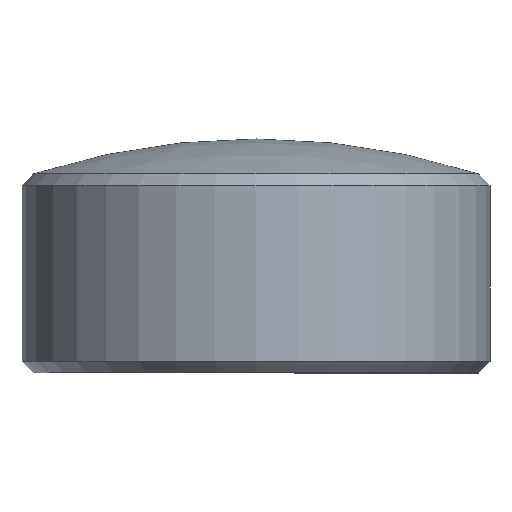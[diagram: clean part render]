
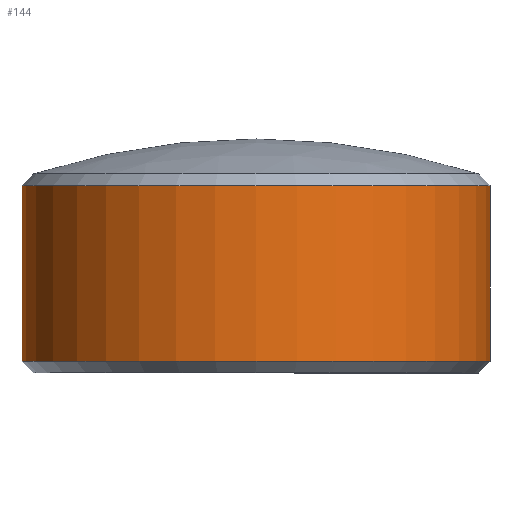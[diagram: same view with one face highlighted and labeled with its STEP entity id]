
A CAD part, left-side view. The second image highlights one B-rep face of the part: STEP entity #144.
In plain terms, the highlighted cylindrical face has radius 1 mm (diameter 2 mm), a partial arc.
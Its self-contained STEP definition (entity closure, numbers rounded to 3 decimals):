
#9 = AXIS2_PLACEMENT_3D ( 'NONE', #32, #157, #34 ) ;
#12 = CARTESIAN_POINT ( 'NONE',  ( 0.741, -0.055, 1.155 ) ) ;
#13 = LINE ( 'NONE', #262, #296 ) ;
#27 = ORIENTED_EDGE ( 'NONE', *, *, #188, .T. ) ;
#32 = CARTESIAN_POINT ( 'NONE',  ( 0.741, 0.945, 1.155 ) ) ;
#34 = DIRECTION ( 'NONE',  ( 0., 1., 0. ) ) ;
#35 = CARTESIAN_POINT ( 'NONE',  ( 0.741, 0.945, 1.105 ) ) ;
#40 = CARTESIAN_POINT ( 'NONE',  ( 0.741, 1.945, 1.155 ) ) ;
#54 = CARTESIAN_POINT ( 'NONE',  ( 0.741, -0.055, 1.906 ) ) ;
#83 = ORIENTED_EDGE ( 'NONE', *, *, #130, .T. ) ;
#87 = ORIENTED_EDGE ( 'NONE', *, *, #301, .F. ) ;
#106 = CARTESIAN_POINT ( 'NONE',  ( 0.741, 1.945, 1.906 ) ) ;
#110 = CARTESIAN_POINT ( 'NONE',  ( 0.741, -0.055, 1.105 ) ) ;
#114 = VERTEX_POINT ( 'NONE', #54 ) ;
#122 = AXIS2_PLACEMENT_3D ( 'NONE', #35, #201, #238 ) ;
#123 = VECTOR ( 'NONE', #268, 1000. ) ;
#129 = DIRECTION ( 'NONE',  ( 0., 1., 0. ) ) ;
#130 = EDGE_CURVE ( 'NONE', #280, #232, #250, .T. ) ;
#144 = ADVANCED_FACE ( 'NONE', ( #192 ), #199, .T. ) ;
#151 = VERTEX_POINT ( 'NONE', #106 ) ;
#157 = DIRECTION ( 'NONE',  ( 0., 0., 1. ) ) ;
#167 = EDGE_CURVE ( 'NONE', #114, #151, #234, .T. ) ;
#176 = ORIENTED_EDGE ( 'NONE', *, *, #167, .T. ) ;
#188 = EDGE_CURVE ( 'NONE', #151, #280, #13, .T. ) ;
#190 = LINE ( 'NONE', #110, #123 ) ;
#192 = FACE_OUTER_BOUND ( 'NONE', #251, .T. ) ;
#199 = CYLINDRICAL_SURFACE ( 'NONE', #122, 1. ) ;
#201 = DIRECTION ( 'NONE',  ( 0., 0., -1. ) ) ;
#218 = DIRECTION ( 'NONE',  ( 0., 0., -1. ) ) ;
#232 = VERTEX_POINT ( 'NONE', #12 ) ;
#234 = CIRCLE ( 'NONE', #252, 1. ) ;
#237 = CARTESIAN_POINT ( 'NONE',  ( 0.741, 0.945, 1.906 ) ) ;
#238 = DIRECTION ( 'NONE',  ( 0., 1., 0. ) ) ;
#250 = CIRCLE ( 'NONE', #9, 1. ) ;
#251 = EDGE_LOOP ( 'NONE', ( #87, #176, #27, #83 ) ) ;
#252 = AXIS2_PLACEMENT_3D ( 'NONE', #237, #258, #129 ) ;
#258 = DIRECTION ( 'NONE',  ( 0., 0., -1. ) ) ;
#262 = CARTESIAN_POINT ( 'NONE',  ( 0.741, 1.945, 1.105 ) ) ;
#268 = DIRECTION ( 'NONE',  ( 0., 0., -1. ) ) ;
#280 = VERTEX_POINT ( 'NONE', #40 ) ;
#296 = VECTOR ( 'NONE', #218, 1000. ) ;
#301 = EDGE_CURVE ( 'NONE', #114, #232, #190, .T. ) ;
